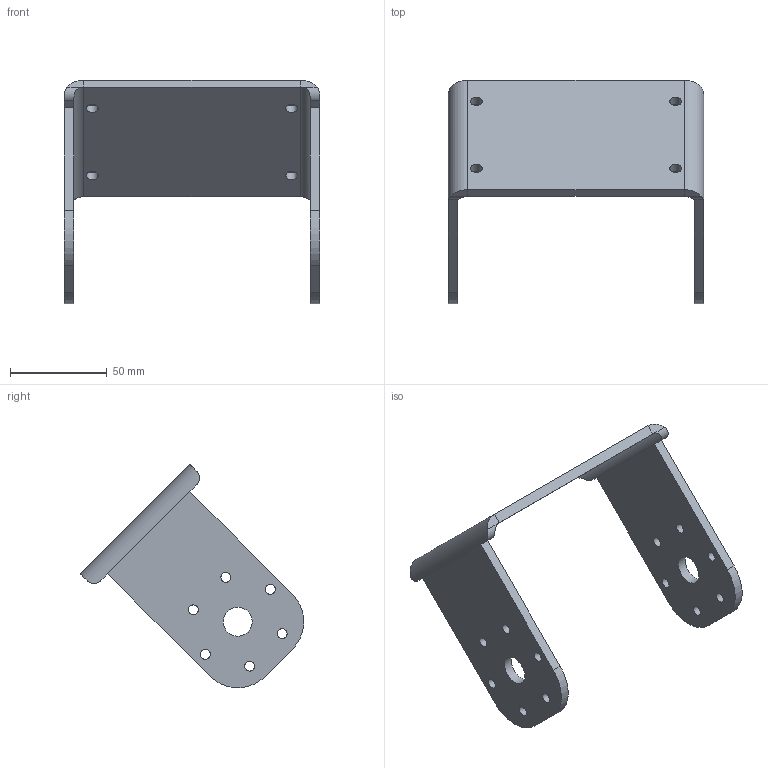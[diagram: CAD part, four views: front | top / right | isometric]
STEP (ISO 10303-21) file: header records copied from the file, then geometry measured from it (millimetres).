
FILE_DESCRIPTION(/* description */ (''),/* implementation_level */ '2;1');
FILE_NAME(/* name */ 'BracketVF.step',/* time_stamp */ '2020-12-29T11:33:57+01:00',/* author */ (''),/* organization */ (''),/* preprocessor_version */ 'ST-DEVELOPER v18.1',/* originating_system */ 'Autodesk Translation Framework v9.7.0.1280',/* authorisation */ '');
FILE_SCHEMA (('AUTOMOTIVE_DESIGN { 1 0 10303 214 3 1 1 }'));
Length unit declared in the file: millimetre
Products named in the file (1): Bracket
Bounding box: 132 x 115.38 x 115.38 mm (x, y, z)
Volume: 105830.4 mm3; surface area: 47986.6 mm2
Topology: 1 solids, 1 shells, 52 faces, 130 edges, 80 vertices
Faces by surface type: cylinder 30, plane 22
Full cylindrical faces by diameter (mm): 5.12 x12, 6 x4, 15 x2
Entity records: 1742 total; most frequent: CARTESIAN_POINT 367, DIRECTION 276, ORIENTED_EDGE 260, EDGE_CURVE 130, AXIS2_PLACEMENT_3D 101, EDGE_LOOP 88, VERTEX_POINT 80, LINE 74
